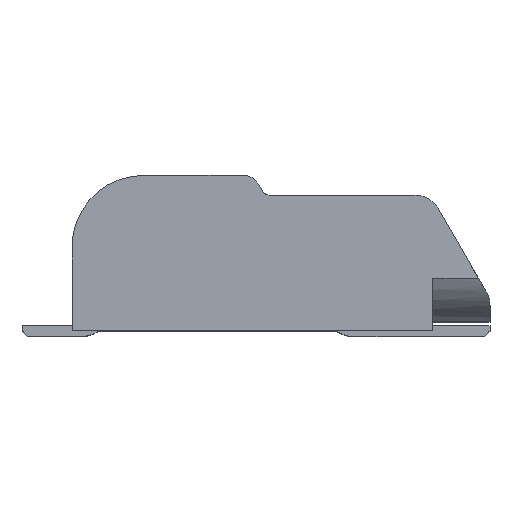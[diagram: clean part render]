
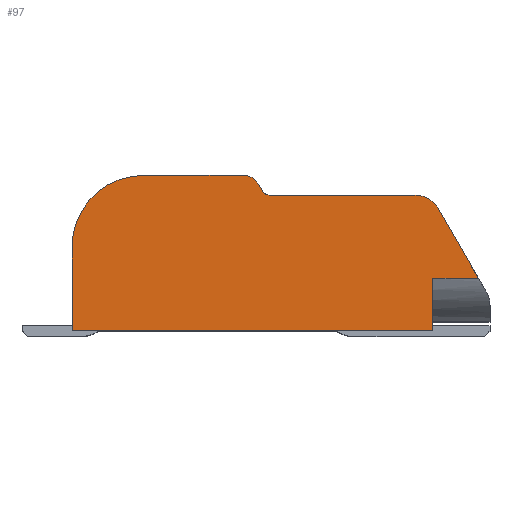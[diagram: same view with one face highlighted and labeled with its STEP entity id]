
A CAD part, top view. The second image highlights one B-rep face of the part: STEP entity #97.
In plain terms, the highlighted planar face has unit normal (0, 0, 1).
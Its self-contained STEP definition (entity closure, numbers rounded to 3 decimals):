
#97 = ADVANCED_FACE( '', ( #303 ), #304, .T. );
#303 = FACE_OUTER_BOUND( '', #675, .T. );
#304 = PLANE( '', #676 );
#675 = EDGE_LOOP( '', ( #1199, #1200, #1201, #1202, #1203, #1204, #1205, #1206, #1207, #1208, #1209, #1210 ) );
#676 = AXIS2_PLACEMENT_3D( '', #1211, #1212, #1213 );
#1199 = ORIENTED_EDGE( '', *, *, #2686, .T. );
#1200 = ORIENTED_EDGE( '', *, *, #2666, .T. );
#1201 = ORIENTED_EDGE( '', *, *, #2687, .T. );
#1202 = ORIENTED_EDGE( '', *, *, #2688, .T. );
#1203 = ORIENTED_EDGE( '', *, *, #2689, .T. );
#1204 = ORIENTED_EDGE( '', *, *, #2690, .F. );
#1205 = ORIENTED_EDGE( '', *, *, #2691, .T. );
#1206 = ORIENTED_EDGE( '', *, *, #2692, .T. );
#1207 = ORIENTED_EDGE( '', *, *, #2693, .T. );
#1208 = ORIENTED_EDGE( '', *, *, #2694, .T. );
#1209 = ORIENTED_EDGE( '', *, *, #2695, .T. );
#1210 = ORIENTED_EDGE( '', *, *, #2696, .T. );
#1211 = CARTESIAN_POINT( '', ( -9.7, 2.35, 7.9 ) );
#1212 = DIRECTION( '', ( 0., 0., 1. ) );
#1213 = DIRECTION( '', ( 1., 0., 0. ) );
#2666 = EDGE_CURVE( '', #3267, #3265, #3268, .T. );
#2686 = EDGE_CURVE( '', #3302, #3267, #3303, .T. );
#2687 = EDGE_CURVE( '', #3265, #3304, #3305, .T. );
#2688 = EDGE_CURVE( '', #3304, #3306, #3307, .T. );
#2689 = EDGE_CURVE( '', #3306, #3308, #3309, .T. );
#2690 = EDGE_CURVE( '', #3310, #3308, #3311, .T. );
#2691 = EDGE_CURVE( '', #3310, #3312, #3313, .T. );
#2692 = EDGE_CURVE( '', #3312, #3314, #3315, .T. );
#2693 = EDGE_CURVE( '', #3314, #3316, #3317, .T. );
#2694 = EDGE_CURVE( '', #3316, #3318, #3319, .T. );
#2695 = EDGE_CURVE( '', #3318, #3320, #3321, .T. );
#2696 = EDGE_CURVE( '', #3320, #3302, #3322, .T. );
#3265 = VERTEX_POINT( '', #4245 );
#3267 = VERTEX_POINT( '', #4247 );
#3268 = LINE( '', #4248, #4249 );
#3302 = VERTEX_POINT( '', #4300 );
#3303 = LINE( '', #4301, #4302 );
#3304 = VERTEX_POINT( '', #4303 );
#3305 = LINE( '', #4304, #4305 );
#3306 = VERTEX_POINT( '', #4306 );
#3307 = CIRCLE( '', #4307, 0.75 );
#3308 = VERTEX_POINT( '', #4308 );
#3309 = LINE( '', #4309, #4310 );
#3310 = VERTEX_POINT( '', #4311 );
#3311 = CIRCLE( '', #4312, 0.2 );
#3312 = VERTEX_POINT( '', #4313 );
#3313 = LINE( '', #4314, #4315 );
#3314 = VERTEX_POINT( '', #4316 );
#3315 = CIRCLE( '', #4317, 0.5 );
#3316 = VERTEX_POINT( '', #4318 );
#3317 = LINE( '', #4319, #4320 );
#3318 = VERTEX_POINT( '', #4321 );
#3319 = CIRCLE( '', #4322, 2. );
#3320 = VERTEX_POINT( '', #4323 );
#3321 = LINE( '', #4324, #4325 );
#3322 = LINE( '', #4326, #4327 );
#4245 = CARTESIAN_POINT( '', ( -0.325, 1.475, 7.9 ) );
#4247 = CARTESIAN_POINT( '', ( -1.6, 1.475, 7.9 ) );
#4248 = CARTESIAN_POINT( '', ( -1.6, 1.475, 7.9 ) );
#4249 = VECTOR( '', #5398, 1000. );
#4300 = CARTESIAN_POINT( '', ( -1.6, 0., 7.9 ) );
#4301 = CARTESIAN_POINT( '', ( -1.6, 0., 7.9 ) );
#4302 = VECTOR( '', #5422, 1000. );
#4303 = CARTESIAN_POINT( '', ( -1.45, 3.425, 7.9 ) );
#4304 = CARTESIAN_POINT( '', ( -0.1, 1.087, 7.9 ) );
#4305 = VECTOR( '', #5423, 1000. );
#4306 = CARTESIAN_POINT( '', ( -2.1, 3.8, 7.9 ) );
#4307 = AXIS2_PLACEMENT_3D( '', #5424, #5425, #5426 );
#4308 = CARTESIAN_POINT( '', ( -6.185, 3.8, 7.9 ) );
#4309 = CARTESIAN_POINT( '', ( -2.1, 3.8, 7.9 ) );
#4310 = VECTOR( '', #5427, 1000. );
#4311 = CARTESIAN_POINT( '', ( -6.358, 3.9, 7.9 ) );
#4312 = AXIS2_PLACEMENT_3D( '', #5428, #5429, #5430 );
#4313 = CARTESIAN_POINT( '', ( -6.473, 4.1, 7.9 ) );
#4314 = CARTESIAN_POINT( '', ( -6.358, 3.9, 7.9 ) );
#4315 = VECTOR( '', #5431, 1000. );
#4316 = CARTESIAN_POINT( '', ( -6.906, 4.35, 7.9 ) );
#4317 = AXIS2_PLACEMENT_3D( '', #5432, #5433, #5434 );
#4318 = CARTESIAN_POINT( '', ( -9.7, 4.35, 7.9 ) );
#4319 = CARTESIAN_POINT( '', ( -6.906, 4.35, 7.9 ) );
#4320 = VECTOR( '', #5435, 1000. );
#4321 = CARTESIAN_POINT( '', ( -11.7, 2.35, 7.9 ) );
#4322 = AXIS2_PLACEMENT_3D( '', #5436, #5437, #5438 );
#4323 = CARTESIAN_POINT( '', ( -11.7, 0., 7.9 ) );
#4324 = CARTESIAN_POINT( '', ( -11.7, 2.35, 7.9 ) );
#4325 = VECTOR( '', #5439, 1000. );
#4326 = CARTESIAN_POINT( '', ( -11.7, 0., 7.9 ) );
#4327 = VECTOR( '', #5440, 1000. );
#5398 = DIRECTION( '', ( 1., 0., 0. ) );
#5422 = DIRECTION( '', ( 0., 1., 0. ) );
#5423 = DIRECTION( '', ( -0.5, 0.866, 0. ) );
#5424 = CARTESIAN_POINT( '', ( -2.1, 3.05, 7.9 ) );
#5425 = DIRECTION( '', ( 0., 0., 1. ) );
#5426 = DIRECTION( '', ( 1., 0., 0. ) );
#5427 = DIRECTION( '', ( -1., 0., 0. ) );
#5428 = CARTESIAN_POINT( '', ( -6.185, 4., 7.9 ) );
#5429 = DIRECTION( '', ( 0., 0., 1. ) );
#5430 = DIRECTION( '', ( 1., 0., 0. ) );
#5431 = DIRECTION( '', ( -0.5, 0.866, 0. ) );
#5432 = CARTESIAN_POINT( '', ( -6.906, 3.85, 7.9 ) );
#5433 = DIRECTION( '', ( 0., 0., 1. ) );
#5434 = DIRECTION( '', ( 1., 0., 0. ) );
#5435 = DIRECTION( '', ( -1., 0., 0. ) );
#5436 = CARTESIAN_POINT( '', ( -9.7, 2.35, 7.9 ) );
#5437 = DIRECTION( '', ( 0., 0., 1. ) );
#5438 = DIRECTION( '', ( 1., 0., 0. ) );
#5439 = DIRECTION( '', ( 0., -1., 0. ) );
#5440 = DIRECTION( '', ( 1., 0., 0. ) );
